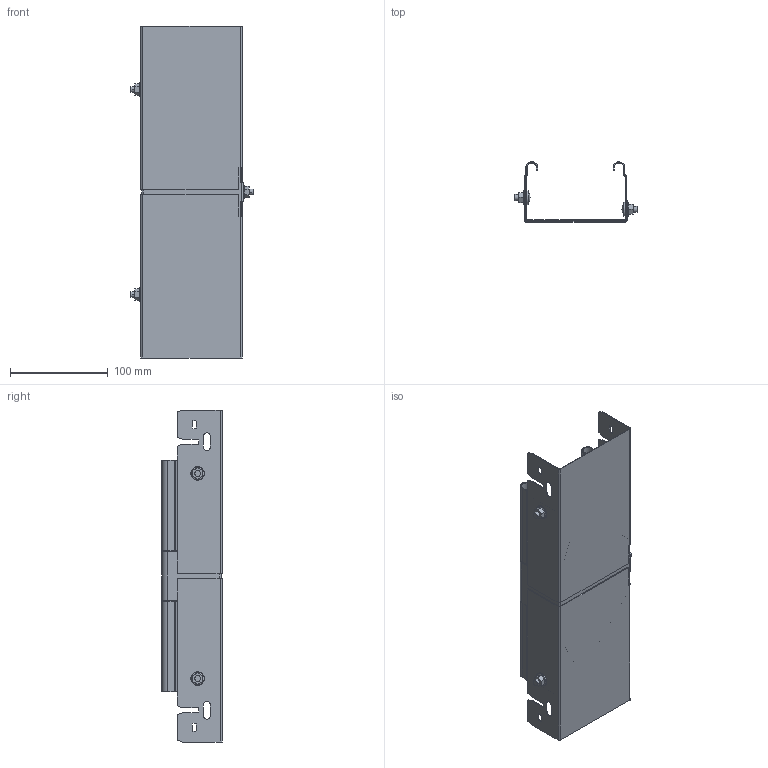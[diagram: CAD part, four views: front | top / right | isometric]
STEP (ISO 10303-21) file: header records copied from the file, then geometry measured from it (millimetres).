
FILE_DESCRIPTION (( 'STEP AP214' ), '1' );
FILE_NAME ('6040480.stp', '2016-08-16T12:35:49', ( '' ), ( '' ), 'SwSTEP 2.0', 'SolidWorks 2014', '' );
FILE_SCHEMA (( 'AUTOMOTIVE_DESIGN' ));
Length unit declared in the file: millimetre
Products named in the file (5): 6040480; 009561_Hexagon Flange Nut DIN 6923 - M6 - C; KTS 14.001-017_M8x25-; 060501_100; 060500_NB 100
Assembly tree (8 placements, depth 2):
  6040480
    060500_NB 100
    060501_100
    KTS 14.001-017_M8x25-  x3
    009561_Hexagon Flange Nut DIN 6923 - M6 - C  x3
Bounding box: 125 x 61.5 x 340 mm (x, y, z)
Volume: 104792.6 mm3; surface area: 209030.6 mm2
Topology: 8 solids, 8 shells, 398 faces, 969 edges, 593 vertices
Faces by surface type: plane 252, cylinder 128, sphere 6, cone 6, torus 6
Entity records: 10283 total; most frequent: DIRECTION 1791, CARTESIAN_POINT 1751, ORIENTED_EDGE 1698, EDGE_CURVE 849, LINE 601, VECTOR 601, AXIS2_PLACEMENT_3D 595, VERTEX_POINT 515
